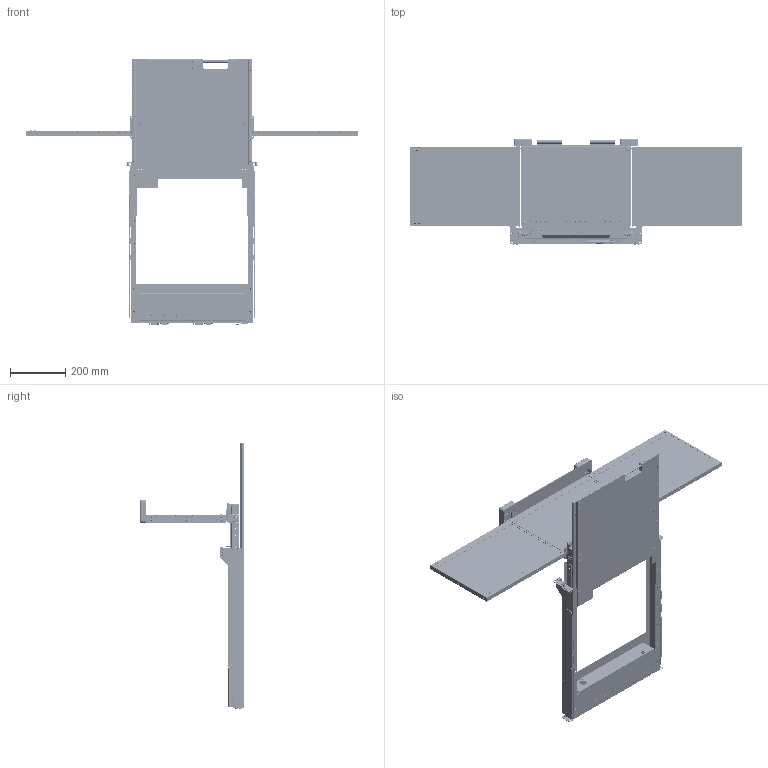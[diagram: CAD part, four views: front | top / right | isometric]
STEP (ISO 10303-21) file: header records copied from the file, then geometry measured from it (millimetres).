
FILE_DESCRIPTION((''),'2;1');
FILE_NAME('KVMD-1701WT3','2018-03-19T',('lch'),(''),'PRO/ENGINEER BY PARAMETRIC TECHNOLOGY CORPORATION, 2009460','PRO/ENGINEER BY PARAMETRIC TECHNOLOGY CORPORATION, 2009460','');
FILE_SCHEMA(('AUTOMOTIVE_DESIGN_CC2 { 1 2 10303 214 -1 1 5 2 }'));
Products named in the file (1): KVMD-1701WT3
Bounding box: 1205 x 380.7 x 965.53 mm (x, y, z)
Surface area: 3895942.3 mm2 (no closed solid volume)
Topology: 0 solids, 864 shells, 4805 faces, 23016 edges, 18555 vertices
Faces by surface type: plane 2664, cylinder 1254, cone 587, torus 182, bspline 96, sphere 22
Entity records: 288931 total; most frequent: CARTESIAN_POINT 72158, DIRECTION 40244, ORIENTED_EDGE 30275, EDGE_CURVE 22992, VERTEX_POINT 18697, AXIS2_PLACEMENT_3D 13558, VECTOR 13128, LINE 13128
